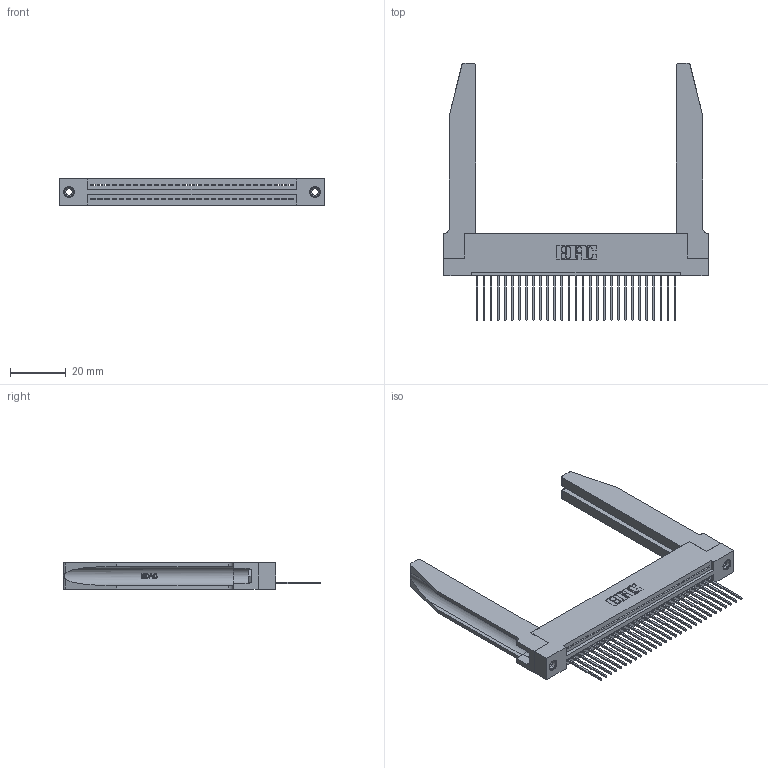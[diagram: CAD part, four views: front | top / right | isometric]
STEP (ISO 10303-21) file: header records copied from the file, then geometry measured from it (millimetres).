
FILE_DESCRIPTION (( 'STEP AP203' ), '1' );
FILE_NAME ('395-029-542-178.STEP', '2019-10-19T05:46:59', ( '' ), ( '' ), 'SwSTEP 2.0', 'SolidWorks 2016', '' );
FILE_SCHEMA (( 'CONFIG_CONTROL_DESIGN' ));
Length unit declared in the file: inch
Products named in the file (5): 395-029-542-178; 345-250-001_345-250-001-102; 345 Part_Flush Mounting Lugs - 0.156 Dia-TH; 345-292-001_345-293-142; 345-220-078_345-220-078
Assembly tree (34 placements, depth 2):
  395-029-542-178
    345 Part_Flush Mounting Lugs - 0.156 Dia-TH
    345-292-001_345-293-142  x29
    345-250-001_345-250-001-102  x2
    345-220-078_345-220-078  x2
Bounding box: 94.89 x 92.25 x 9.4 mm (x, y, z)
Volume: 16741.7 mm3; surface area: 18998.9 mm2
Topology: 34 solids, 34 shells, 2042 faces, 6053 edges, 3986 vertices
Faces by surface type: plane 1382, cylinder 608, bspline 36, cone 12, torus 4
Entity records: 28334 total; most frequent: CARTESIAN_POINT 5806, ORIENTED_EDGE 4666, DIRECTION 4097, EDGE_CURVE 2333, VECTOR 1991, LINE 1991, VERTEX_POINT 1548, AXIS2_PLACEMENT_3D 1053
